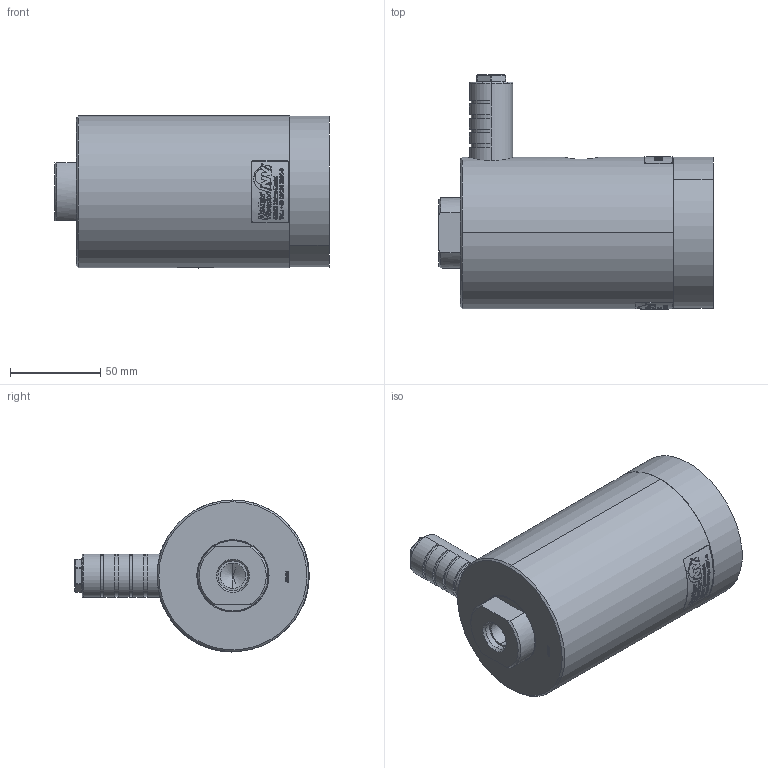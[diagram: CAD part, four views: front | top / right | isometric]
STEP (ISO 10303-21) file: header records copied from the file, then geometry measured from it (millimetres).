
FILE_DESCRIPTION (( 'STEP AP214' ), '1' );
FILE_NAME ('NTK 40 NF #03340000.STEP', '2022-03-03T15:55:30', ( '' ), ( '' ), 'SwSTEP 2.0', 'SolidWorks 2015', '' );
FILE_SCHEMA (( 'AUTOMOTIVE_DESIGN' ));
Length unit declared in the file: millimetre
Products named in the file (1): NTK 40 NF #03340000
Bounding box: 152 x 129.7 x 84.19 mm (x, y, z)
Volume: 731949.3 mm3; surface area: 104450.9 mm2
Topology: 11 solids, 11 shells, 513 faces, 2152 edges, 1819 vertices
Faces by surface type: cylinder 270, plane 154, cone 42, torus 27, bspline 12, sphere 8
Entity records: 39083 total; most frequent: CARTESIAN_POINT 20636, ORIENTED_EDGE 4252, DIRECTION 2793, EDGE_CURVE 2126, VERTEX_POINT 1819, AXIS2_PLACEMENT_3D 1075, B_SPLINE_CURVE_WITH_KNOTS 910, EDGE_LOOP 709
